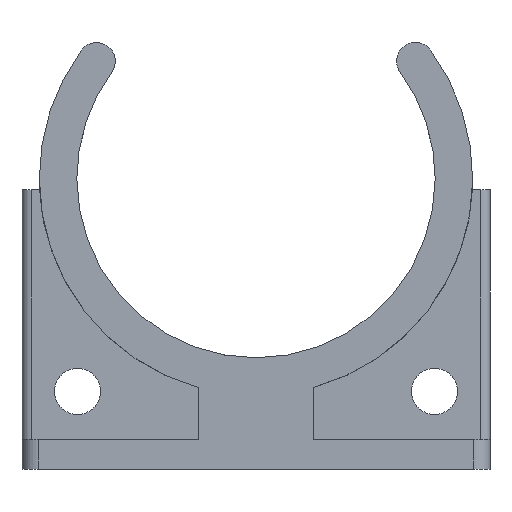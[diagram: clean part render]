
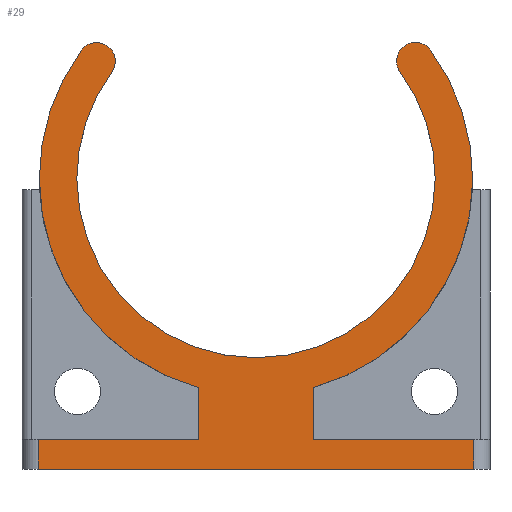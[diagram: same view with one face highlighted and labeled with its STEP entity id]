
A CAD part, top view. The second image highlights one B-rep face of the part: STEP entity #29.
In plain terms, the highlighted planar face has unit normal (0, 0, 1).
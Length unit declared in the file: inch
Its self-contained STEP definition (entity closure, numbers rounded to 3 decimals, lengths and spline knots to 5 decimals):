
#29 = ADVANCED_FACE ( 'NONE', ( #754 ), #1477, .T. ) ;
#52 = EDGE_CURVE ( 'NONE', #1572, #1584, #797, .T. ) ;
#53 = EDGE_CURVE ( 'NONE', #1579, #1634, #796, .T. ) ;
#58 = EDGE_CURVE ( 'NONE', #1584, #1597, #807, .T. ) ;
#60 = EDGE_CURVE ( 'NONE', #1605, #1631, #810, .T. ) ;
#63 = EDGE_CURVE ( 'NONE', #1597, #1612, #813, .T. ) ;
#70 = EDGE_CURVE ( 'NONE', #1611, #1576, #822, .T. ) ;
#75 = EDGE_CURVE ( 'NONE', #1565, #1605, #832, .T. ) ;
#77 = EDGE_CURVE ( 'NONE', #1609, #1630, #831, .T. ) ;
#78 = EDGE_CURVE ( 'NONE', #1630, #1611, #835, .T. ) ;
#80 = AXIS2_PLACEMENT_3D ( 'NONE', #1115, #1116, #1117 ) ;
#126 = AXIS2_PLACEMENT_3D ( 'NONE', #1208, #1230, #1229 ) ;
#130 = EDGE_CURVE ( 'NONE', #1560, #1609, #911, .T. ) ;
#133 = EDGE_CURVE ( 'NONE', #1612, #1560, #382, .T. ) ;
#141 = EDGE_CURVE ( 'NONE', #1606, #1565, #360, .T. ) ;
#142 = EDGE_CURVE ( 'NONE', #1634, #1606, #354, .T. ) ;
#144 = EDGE_CURVE ( 'NONE', #1576, #1579, #372, .T. ) ;
#147 = EDGE_CURVE ( 'NONE', #1553, #1572, #349, .T. ) ;
#180 = EDGE_CURVE ( 'NONE', #1631, #1553, #377, .T. ) ;
#205 = AXIS2_PLACEMENT_3D ( 'NONE', #1479, #1474, #1473 ) ;
#227 = AXIS2_PLACEMENT_3D ( 'NONE', #1019, #1212, #1218 ) ;
#228 = AXIS2_PLACEMENT_3D ( 'NONE', #1121, #1122, #1123 ) ;
#233 = AXIS2_PLACEMENT_3D ( 'NONE', #1152, #1153, #1154 ) ;
#252 = AXIS2_PLACEMENT_3D ( 'NONE', #1313, #1315, #1316 ) ;
#258 = AXIS2_PLACEMENT_3D ( 'NONE', #1293, #1304, #1305 ) ;
#259 = AXIS2_PLACEMENT_3D ( 'NONE', #1286, #1302, #1303 ) ;
#274 = AXIS2_PLACEMENT_3D ( 'NONE', #1262, #1263, #1264 ) ;
#302 = VECTOR ( 'NONE', #1225, 39.37008 ) ;
#349 = CIRCLE ( 'NONE', #252, 1.195 ) ;
#354 = CIRCLE ( 'NONE', #258, 1.445 ) ;
#360 = CIRCLE ( 'NONE', #259, 0.125 ) ;
#362 = VECTOR ( 'NONE', #1307, 39.37008 ) ;
#372 = LINE ( 'NONE', #1306, #362 ) ;
#377 = CIRCLE ( 'NONE', #274, 1.195 ) ;
#381 = VECTOR ( 'NONE', #1285, 39.37008 ) ;
#382 = LINE ( 'NONE', #1235, #381 ) ;
#427 = ORIENTED_EDGE ( 'NONE', *, *, #147, .T. ) ;
#437 = ORIENTED_EDGE ( 'NONE', *, *, #58, .T. ) ;
#446 = ORIENTED_EDGE ( 'NONE', *, *, #144, .T. ) ;
#449 = ORIENTED_EDGE ( 'NONE', *, *, #77, .T. ) ;
#462 = ORIENTED_EDGE ( 'NONE', *, *, #70, .T. ) ;
#464 = ORIENTED_EDGE ( 'NONE', *, *, #78, .T. ) ;
#474 = ORIENTED_EDGE ( 'NONE', *, *, #141, .T. ) ;
#518 = ORIENTED_EDGE ( 'NONE', *, *, #75, .T. ) ;
#531 = ORIENTED_EDGE ( 'NONE', *, *, #180, .T. ) ;
#546 = ORIENTED_EDGE ( 'NONE', *, *, #63, .T. ) ;
#558 = ORIENTED_EDGE ( 'NONE', *, *, #52, .T. ) ;
#565 = ORIENTED_EDGE ( 'NONE', *, *, #53, .T. ) ;
#588 = ORIENTED_EDGE ( 'NONE', *, *, #130, .T. ) ;
#616 = ORIENTED_EDGE ( 'NONE', *, *, #133, .T. ) ;
#623 = ORIENTED_EDGE ( 'NONE', *, *, #60, .T. ) ;
#632 = ORIENTED_EDGE ( 'NONE', *, *, #142, .T. ) ;
#685 = EDGE_LOOP ( 'NONE', ( #437, #546, #616, #588, #449, #464, #462, #446, #565, #632, #474, #518, #623, #531, #427, #558 ) ) ;
#754 = FACE_OUTER_BOUND ( 'NONE', #685, .T. ) ;
#791 = VECTOR ( 'NONE', #1210, 39.37008 ) ;
#796 = LINE ( 'NONE', #1209, #791 ) ;
#797 = CIRCLE ( 'NONE', #126, 0.125 ) ;
#807 = CIRCLE ( 'NONE', #227, 1.445 ) ;
#810 = CIRCLE ( 'NONE', #80, 1.195 ) ;
#813 = CIRCLE ( 'NONE', #228, 1.445 ) ;
#822 = LINE ( 'NONE', #1140, #823 ) ;
#823 = VECTOR ( 'NONE', #1141, 39.37008 ) ;
#831 = LINE ( 'NONE', #1149, #833 ) ;
#832 = CIRCLE ( 'NONE', #233, 0.125 ) ;
#833 = VECTOR ( 'NONE', #1159, 39.37008 ) ;
#835 = LINE ( 'NONE', #1160, #836 ) ;
#836 = VECTOR ( 'NONE', #1161, 39.37008 ) ;
#911 = LINE ( 'NONE', #1254, #302 ) ;
#943 = CARTESIAN_POINT ( 'NONE',  ( -1.4505, 0., 0.37 ) ) ;
#944 = CARTESIAN_POINT ( 'NONE',  ( 1.195, 1.939, 0.37 ) ) ;
#947 = CARTESIAN_POINT ( 'NONE',  ( 0.3805, 0.545, 0.37 ) ) ;
#1019 = CARTESIAN_POINT ( 'NONE',  ( 0., 1.939, 0.37 ) ) ;
#1084 = CARTESIAN_POINT ( 'NONE',  ( 0.3805, 0.2, 0.37 ) ) ;
#1085 = CARTESIAN_POINT ( 'NONE',  ( -1.16386, 2.79542, 0.37 ) ) ;
#1098 = CARTESIAN_POINT ( 'NONE',  ( -1.445, 1.939, 0.37 ) ) ;
#1106 = CARTESIAN_POINT ( 'NONE',  ( 0.9625, 2.64725, 0.37 ) ) ;
#1107 = CARTESIAN_POINT ( 'NONE',  ( 1.16386, 2.79542, 0.37 ) ) ;
#1109 = CARTESIAN_POINT ( 'NONE',  ( -1.4505, 0.2, 0.37 ) ) ;
#1112 = CARTESIAN_POINT ( 'NONE',  ( 1.4505, 0., 0.37 ) ) ;
#1113 = CARTESIAN_POINT ( 'NONE',  ( -0.3805, 0.545, 0.37 ) ) ;
#1115 = CARTESIAN_POINT ( 'NONE',  ( 0., 1.939, 0.37 ) ) ;
#1116 = DIRECTION ( 'NONE',  ( 0., 0., -1. ) ) ;
#1117 = DIRECTION ( 'NONE',  ( -1., 0., 0. ) ) ;
#1121 = CARTESIAN_POINT ( 'NONE',  ( 0., 1.939, 0.37 ) ) ;
#1122 = DIRECTION ( 'NONE',  ( 0., 0., 1. ) ) ;
#1123 = DIRECTION ( 'NONE',  ( -1., 0., 0. ) ) ;
#1140 = CARTESIAN_POINT ( 'NONE',  ( 1.4505, 1.939, 0.37 ) ) ;
#1141 = DIRECTION ( 'NONE',  ( 0., 1., 0. ) ) ;
#1149 = CARTESIAN_POINT ( 'NONE',  ( -1.4505, 1.939, 0.37 ) ) ;
#1152 = CARTESIAN_POINT ( 'NONE',  ( 1.06318, 2.72134, 0.37 ) ) ;
#1153 = DIRECTION ( 'NONE',  ( 0., 0., 1. ) ) ;
#1154 = DIRECTION ( 'NONE',  ( -1., 0., 0. ) ) ;
#1159 = DIRECTION ( 'NONE',  ( 0., -1., 0. ) ) ;
#1160 = CARTESIAN_POINT ( 'NONE',  ( 0., 0., 0.37 ) ) ;
#1161 = DIRECTION ( 'NONE',  ( 1., 0., 0. ) ) ;
#1208 = CARTESIAN_POINT ( 'NONE',  ( -1.06318, 2.72134, 0.37 ) ) ;
#1209 = CARTESIAN_POINT ( 'NONE',  ( 0.3805, 1.939, 0.37 ) ) ;
#1210 = DIRECTION ( 'NONE',  ( 0., 1., 0. ) ) ;
#1212 = DIRECTION ( 'NONE',  ( 0., 0., 1. ) ) ;
#1218 = DIRECTION ( 'NONE',  ( -1., 0., 0. ) ) ;
#1225 = DIRECTION ( 'NONE',  ( -1., 0., 0. ) ) ;
#1229 = DIRECTION ( 'NONE',  ( -1., 0., 0. ) ) ;
#1230 = DIRECTION ( 'NONE',  ( 0., 0., 1. ) ) ;
#1235 = CARTESIAN_POINT ( 'NONE',  ( -0.3805, 1.939, 0.37 ) ) ;
#1254 = CARTESIAN_POINT ( 'NONE',  ( 0., 0.2, 0.37 ) ) ;
#1262 = CARTESIAN_POINT ( 'NONE',  ( 0., 1.939, 0.37 ) ) ;
#1263 = DIRECTION ( 'NONE',  ( 0., 0., -1. ) ) ;
#1264 = DIRECTION ( 'NONE',  ( -1., 0., 0. ) ) ;
#1269 = CARTESIAN_POINT ( 'NONE',  ( -1.195, 1.939, 0.37 ) ) ;
#1274 = CARTESIAN_POINT ( 'NONE',  ( -0.3805, 0.2, 0.37 ) ) ;
#1278 = CARTESIAN_POINT ( 'NONE',  ( 0.93818, 2.72134, 0.37 ) ) ;
#1280 = CARTESIAN_POINT ( 'NONE',  ( -0.9625, 2.64725, 0.37 ) ) ;
#1284 = CARTESIAN_POINT ( 'NONE',  ( 1.4505, 0.2, 0.37 ) ) ;
#1285 = DIRECTION ( 'NONE',  ( 0., -1., 0. ) ) ;
#1286 = CARTESIAN_POINT ( 'NONE',  ( 1.06318, 2.72134, 0.37 ) ) ;
#1293 = CARTESIAN_POINT ( 'NONE',  ( 0., 1.939, 0.37 ) ) ;
#1302 = DIRECTION ( 'NONE',  ( 0., 0., 1. ) ) ;
#1303 = DIRECTION ( 'NONE',  ( -1., 0., 0. ) ) ;
#1304 = DIRECTION ( 'NONE',  ( 0., 0., 1. ) ) ;
#1305 = DIRECTION ( 'NONE',  ( -1., 0., 0. ) ) ;
#1306 = CARTESIAN_POINT ( 'NONE',  ( 0., 0.2, 0.37 ) ) ;
#1307 = DIRECTION ( 'NONE',  ( -1., 0., 0. ) ) ;
#1313 = CARTESIAN_POINT ( 'NONE',  ( 0., 1.939, 0.37 ) ) ;
#1315 = DIRECTION ( 'NONE',  ( 0., 0., -1. ) ) ;
#1316 = DIRECTION ( 'NONE',  ( -1., 0., 0. ) ) ;
#1473 = DIRECTION ( 'NONE',  ( 1., 0., 0. ) ) ;
#1474 = DIRECTION ( 'NONE',  ( 0., 0., 1. ) ) ;
#1477 = PLANE ( 'NONE',  #205 ) ;
#1479 = CARTESIAN_POINT ( 'NONE',  ( 0., 1.939, 0.37 ) ) ;
#1553 = VERTEX_POINT ( 'NONE', #1269 ) ;
#1560 = VERTEX_POINT ( 'NONE', #1274 ) ;
#1565 = VERTEX_POINT ( 'NONE', #1278 ) ;
#1572 = VERTEX_POINT ( 'NONE', #1280 ) ;
#1576 = VERTEX_POINT ( 'NONE', #1284 ) ;
#1579 = VERTEX_POINT ( 'NONE', #1084 ) ;
#1584 = VERTEX_POINT ( 'NONE', #1085 ) ;
#1597 = VERTEX_POINT ( 'NONE', #1098 ) ;
#1605 = VERTEX_POINT ( 'NONE', #1106 ) ;
#1606 = VERTEX_POINT ( 'NONE', #1107 ) ;
#1609 = VERTEX_POINT ( 'NONE', #1109 ) ;
#1611 = VERTEX_POINT ( 'NONE', #1112 ) ;
#1612 = VERTEX_POINT ( 'NONE', #1113 ) ;
#1630 = VERTEX_POINT ( 'NONE', #943 ) ;
#1631 = VERTEX_POINT ( 'NONE', #944 ) ;
#1634 = VERTEX_POINT ( 'NONE', #947 ) ;
